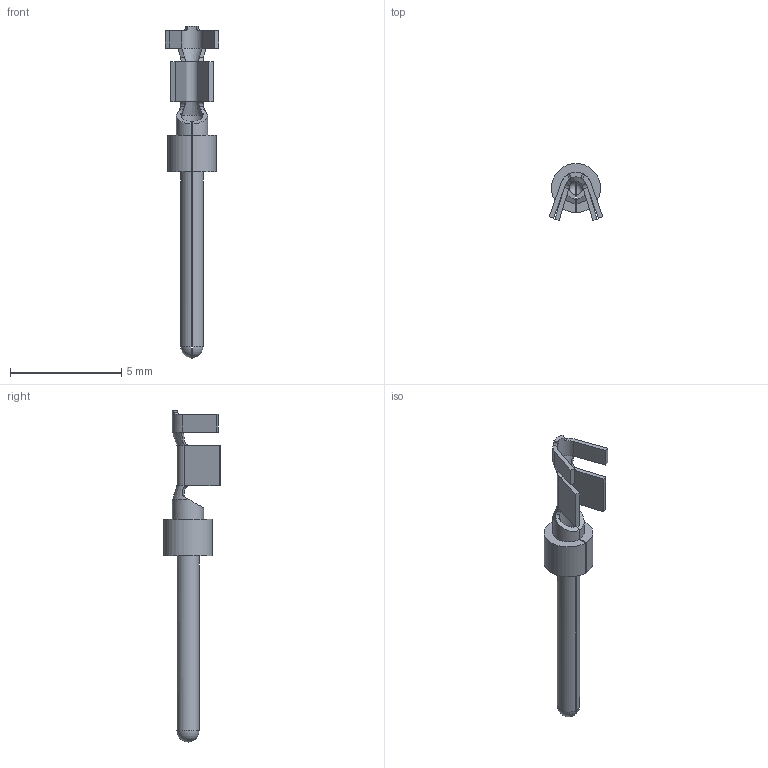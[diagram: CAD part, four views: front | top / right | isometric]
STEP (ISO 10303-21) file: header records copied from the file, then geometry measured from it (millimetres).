
FILE_DESCRIPTION(('Creo Elements/Direct Modeling STEP Export'),'2;1');
FILE_NAME('0ln7uvk51l8e8hl2308','2020-03-10T16:57:04',(''),(''),'Creo Elements/Direct Modeling STEP processor for AP214 (Solid Model)','Creo Elements/Direct Modeling 20.1B 02-Apr-2019 (C) Parametric Technology GmbH','');
FILE_SCHEMA(('AUTOMOTIVE_DESIGN { 1 0 10303 214 1 1 1 1 }'));
Length unit declared in the file: millimetre
Products named in the file (1): SPINOTTO_5A_20-24
Bounding box: 2.4 x 2.56 x 14.9 mm (x, y, z)
Volume: 13 mm3; surface area: 104.2 mm2
Topology: 1 solids, 1 shells, 60 faces, 166 edges, 108 vertices
Faces by surface type: plane 35, cylinder 17, sphere 4, cone 4
Entity records: 2550 total; most frequent: CARTESIAN_POINT 1009, ORIENTED_EDGE 332, DIRECTION 296, EDGE_CURVE 166, VERTEX_POINT 108, AXIS2_PLACEMENT_3D 103, VECTOR 90, LINE 90
